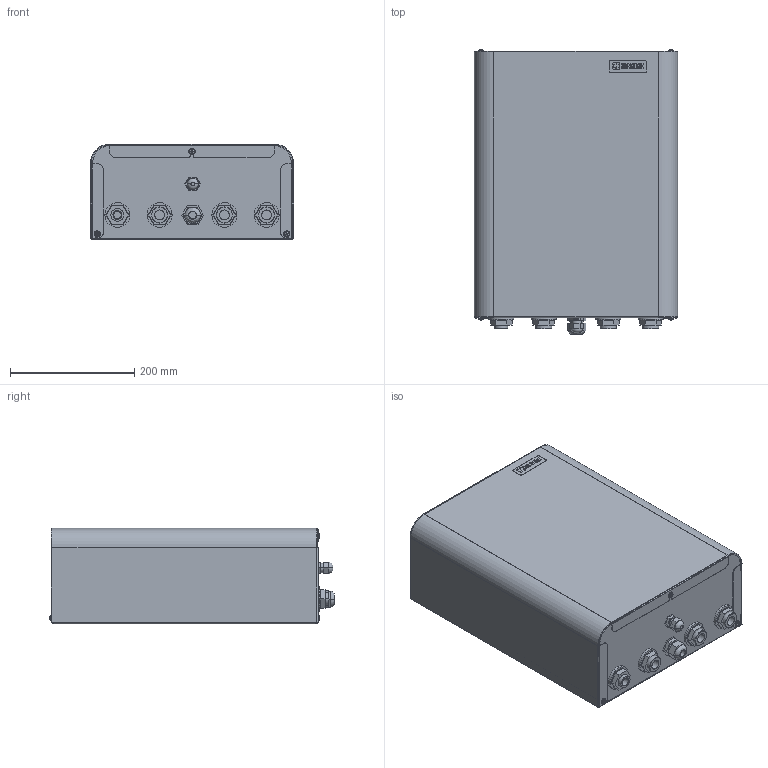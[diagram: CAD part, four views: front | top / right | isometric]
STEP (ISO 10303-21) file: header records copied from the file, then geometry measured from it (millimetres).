
FILE_DESCRIPTION (( 'STEP AP214' ), '1' );
FILE_NAME ('11083.STEP', '2025-02-05T06:37:02', ( '' ), ( '' ), 'SwSTEP 2.0', 'SolidWorks 2023', '' );
FILE_SCHEMA (( 'AUTOMOTIVE_DESIGN' ));
Length unit declared in the file: millimetre
Products named in the file (30): 02151343 Tubo da valvola di non ritorno a lamiera; 02151429 Vite m4x5_ISO 7045 - M4 x 10 - Z --- 10S; 0001.0820 Guarnizione 34; 7824.stp; Nipplo pg16; Raccordo 34 f16; 1007151858 Assieme coperchio C11-C12; 0001.0832 Ghiera per pg16; 11083; 02151343 Assieme tubo da valvola di non ritorno a lamiera; Raccordo 1-2 f14; 1007151839 Assieme fondo lamiera C11-C12; 1007151845 Parte coperchio lamiera C11-C12 NEW; 0001.0816 Ghiera controdado CTD 34 esagono 30x5; 0001.0831 Assieme pg16; 02151341 Tubo da scambiatore a lamiera; 02151344 Assieme tubo da circolatore a lamiera_0; Nipplo pg9; Girello 1 f20; 0001.0834 Ghiera per pg9; 0001.0833 Assieme pg9; Girello 34 f20; 1007151839 Fondo lamiera C11-C12 NEW; 1007151854 Parte coperchio C11-C12 NEW; 02151341 Assieme tubo da scambiatore a lamiera; 02151344 Tubo da circolatore a lamiera; Girello per pg9; 02151344 Assieme tubo da circolatore a lamiera; 1905200715 Inserto esagonale f m4; Girello per pg16
Assembly tree (45 placements, depth 3):
  11083
    1007151839 Assieme fondo lamiera C11-C12
      1007151839 Fondo lamiera C11-C12 NEW
      1905200715 Inserto esagonale f m4  x5
    02151344 Assieme tubo da circolatore a lamiera
      02151344 Tubo da circolatore a lamiera
      Raccordo 34 f16
      Girello 1 f20
    02151344 Assieme tubo da circolatore a lamiera_0
      02151344 Tubo da circolatore a lamiera
      Raccordo 34 f16
      Girello 1 f20
    02151341 Assieme tubo da scambiatore a lamiera
      02151341 Tubo da scambiatore a lamiera
      Raccordo 1-2 f14
      Girello 34 f20
    0001.0820 Guarnizione 34
    02151343 Assieme tubo da valvola di non ritorno a lamiera
      02151343 Tubo da valvola di non ritorno a lamiera
      Raccordo 34 f16
      Girello 34 f20
    0001.0816 Ghiera controdado CTD 34 esagono 30x5  x4
    0001.0831 Assieme pg16
      Girello per pg16
      Nipplo pg16
    0001.0833 Assieme pg9
      Girello per pg9
      Nipplo pg9
    0001.0832 Ghiera per pg16
    0001.0834 Ghiera per pg9
    1007151858 Assieme coperchio C11-C12
      1007151845 Parte coperchio lamiera C11-C12 NEW
      1007151854 Parte coperchio C11-C12 NEW
    02151429 Vite m4x5_ISO 7045 - M4 x 10 - Z --- 10S  x5
    7824.stp
Bounding box: 327 x 458.42 x 153.85 mm (x, y, z)
Volume: 444308.8 mm3; surface area: 1137966 mm2
Topology: 36 solids, 37 shells, 1274 faces, 3039 edges, 1874 vertices
Faces by surface type: plane 518, cylinder 383, cone 316, bspline 53, torus 4
Entity records: 25668 total; most frequent: CARTESIAN_POINT 4575, DIRECTION 3304, ORIENTED_EDGE 3192, EDGE_CURVE 1605, AXIS2_PLACEMENT_3D 1141, VERTEX_POINT 1028, LINE 1022, VECTOR 1022
